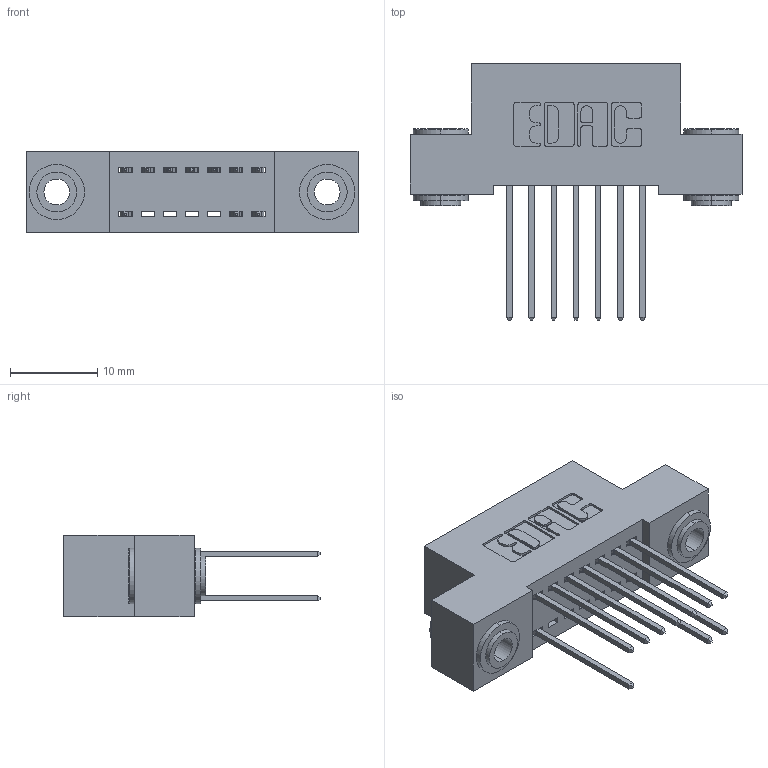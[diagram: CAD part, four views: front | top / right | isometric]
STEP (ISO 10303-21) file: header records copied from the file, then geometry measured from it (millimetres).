
FILE_DESCRIPTION (( 'STEP AP203' ), '1' );
FILE_NAME ('392-014-540-203.STEP', '2018-08-14T23:53:24', ( '' ), ( '' ), 'SwSTEP 2.0', 'SolidWorks 2016', '' );
FILE_SCHEMA (( 'CONFIG_CONTROL_DESIGN' ));
Length unit declared in the file: inch
Products named in the file (4): 345-292-001_345-293-140; 342-250-002_345-250-002-102; 392-014-540-203; 342 Part_.156 TH
Assembly tree (13 placements, depth 2):
  392-014-540-203
    342 Part_.156 TH
    345-292-001_345-293-140  x10
    342-250-002_345-250-002-102  x2
Bounding box: 38.1 x 29.47 x 9.4 mm (x, y, z)
Volume: 3282.4 mm3; surface area: 4664.1 mm2
Topology: 13 solids, 13 shells, 692 faces, 2009 edges, 1322 vertices
Faces by surface type: plane 460, cylinder 224, cone 8
Entity records: 9438 total; most frequent: CARTESIAN_POINT 1597, ORIENTED_EDGE 1530, DIRECTION 1455, EDGE_CURVE 765, LINE 613, VECTOR 613, VERTEX_POINT 506, AXIS2_PLACEMENT_3D 421
